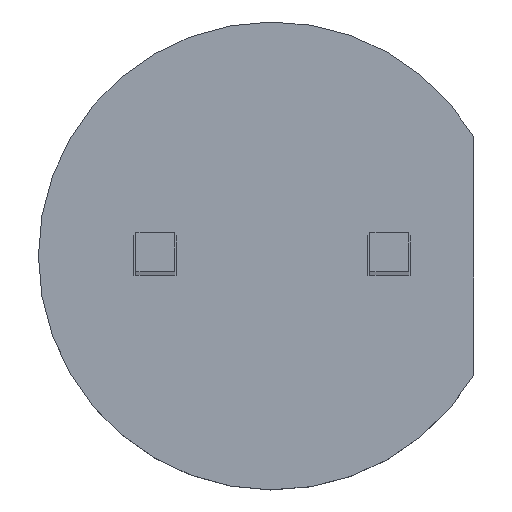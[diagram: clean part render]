
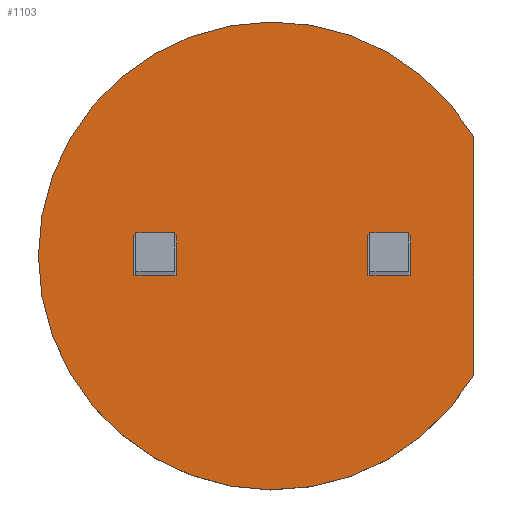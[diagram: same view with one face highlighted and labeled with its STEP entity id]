
A CAD part, top view. The second image highlights one B-rep face of the part: STEP entity #1103.
In plain terms, the highlighted planar face has unit normal (0, 0, 1).
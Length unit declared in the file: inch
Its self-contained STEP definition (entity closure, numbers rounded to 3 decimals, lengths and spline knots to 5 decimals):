
#31 = DIRECTION ( 'NONE',  ( 0., 0., 1. ) ) ;
#65 = DIRECTION ( 'NONE',  ( 0., 0., 1. ) ) ;
#70 = CARTESIAN_POINT ( 'NONE',  ( 0., 0., 0.03937 ) ) ;
#126 = CARTESIAN_POINT ( 'NONE',  ( 0., 0., 0.03937 ) ) ;
#146 = VECTOR ( 'NONE', #485, 39.37008 ) ;
#341 = VERTEX_POINT ( 'NONE', #810 ) ;
#350 = CARTESIAN_POINT ( 'NONE',  ( 0., 0., 0.03937 ) ) ;
#357 = DIRECTION ( 'NONE',  ( 1., 0., 0. ) ) ;
#400 = CIRCLE ( 'NONE', #708, 0.11811 ) ;
#423 = AXIS2_PLACEMENT_3D ( 'NONE', #126, #31, #1002 ) ;
#485 = DIRECTION ( 'NONE',  ( 0., -1., 0. ) ) ;
#493 = ORIENTED_EDGE ( 'NONE', *, *, #553, .T. ) ;
#527 = DIRECTION ( 'NONE',  ( 0., 0., 1. ) ) ;
#553 = EDGE_CURVE ( 'NONE', #341, #1135, #400, .T. ) ;
#585 = AXIS2_PLACEMENT_3D ( 'NONE', #70, #65, #1117 ) ;
#684 = EDGE_CURVE ( 'NONE', #1148, #1135, #849, .T. ) ;
#708 = AXIS2_PLACEMENT_3D ( 'NONE', #350, #527, #357 ) ;
#722 = EDGE_CURVE ( 'NONE', #1148, #341, #1098, .T. ) ;
#741 = ORIENTED_EDGE ( 'NONE', *, *, #722, .T. ) ;
#759 = CARTESIAN_POINT ( 'NONE',  ( 0.10157, 0.06976, 0.03937 ) ) ;
#770 = CARTESIAN_POINT ( 'NONE',  ( 0.10157, -0.06027, 0.03937 ) ) ;
#810 = CARTESIAN_POINT ( 'NONE',  ( -0.11811, 0., 0.03937 ) ) ;
#849 = LINE ( 'NONE', #759, #146 ) ;
#850 = ORIENTED_EDGE ( 'NONE', *, *, #684, .F. ) ;
#931 = CARTESIAN_POINT ( 'NONE',  ( 0.10157, 0.06027, 0.03937 ) ) ;
#995 = PLANE ( 'NONE',  #423 ) ;
#1002 = DIRECTION ( 'NONE',  ( 1., 0., 0. ) ) ;
#1045 = EDGE_LOOP ( 'NONE', ( #850, #741, #493 ) ) ;
#1088 = FACE_OUTER_BOUND ( 'NONE', #1045, .T. ) ;
#1098 = CIRCLE ( 'NONE', #585, 0.11811 ) ;
#1103 = ADVANCED_FACE ( 'NONE', ( #1088 ), #995, .T. ) ;
#1117 = DIRECTION ( 'NONE',  ( 1., 0., 0. ) ) ;
#1135 = VERTEX_POINT ( 'NONE', #770 ) ;
#1148 = VERTEX_POINT ( 'NONE', #931 ) ;
